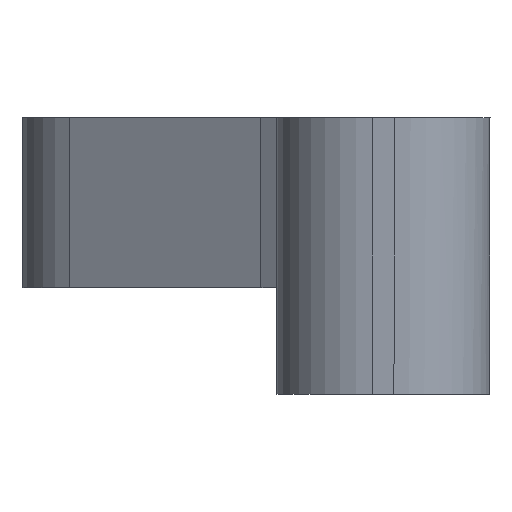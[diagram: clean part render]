
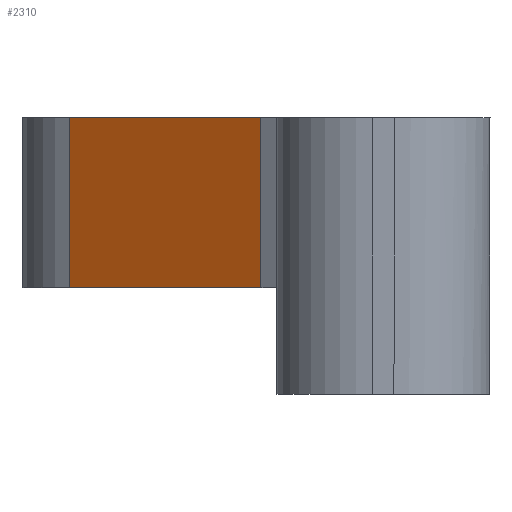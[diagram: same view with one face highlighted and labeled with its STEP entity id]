
A CAD part, left-side view. The second image highlights one B-rep face of the part: STEP entity #2310.
In plain terms, the highlighted planar face has unit normal (-0.832, 0.554, 0).
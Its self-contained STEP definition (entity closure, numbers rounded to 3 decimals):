
#766 = PLANE('',#767);
#767 = AXIS2_PLACEMENT_3D('',#768,#769,#770);
#768 = CARTESIAN_POINT('',(-21.722,6.982,45.));
#769 = DIRECTION('',(0.,0.,1.));
#770 = DIRECTION('',(0.,1.,0.));
#1405 = VERTEX_POINT('',#1406);
#1406 = CARTESIAN_POINT('',(14.839,20.772,45.));
#1421 = CYLINDRICAL_SURFACE('',#1422,5.);
#1422 = AXIS2_PLACEMENT_3D('',#1423,#1424,#1425);
#1423 = CARTESIAN_POINT('',(19.,18.,53.));
#1424 = DIRECTION('',(0.,0.,1.));
#1425 = DIRECTION('',(1.,0.,0.));
#1433 = EDGE_CURVE('',#1405,#1434,#1436,.T.);
#1434 = VERTEX_POINT('',#1435);
#1435 = CARTESIAN_POINT('',(8.831,11.753,45.));
#1436 = SURFACE_CURVE('',#1437,(#1441,#1448),.PCURVE_S1.);
#1437 = LINE('',#1438,#1439);
#1438 = CARTESIAN_POINT('',(14.839,20.772,45.));
#1439 = VECTOR('',#1440,1.);
#1440 = DIRECTION('',(-0.554,-0.832,
    0.));
#1441 = PCURVE('',#766,#1442);
#1442 = DEFINITIONAL_REPRESENTATION('',(#1443),#1447);
#1443 = LINE('',#1444,#1445);
#1444 = CARTESIAN_POINT('',(13.79,-36.561));
#1445 = VECTOR('',#1446,1.);
#1446 = DIRECTION('',(-0.832,0.554));
#1447 = ( GEOMETRIC_REPRESENTATION_CONTEXT(2) 
PARAMETRIC_REPRESENTATION_CONTEXT() REPRESENTATION_CONTEXT('2D SPACE',''
  ) );
#1448 = PCURVE('',#1449,#1454);
#1449 = PLANE('',#1450);
#1450 = AXIS2_PLACEMENT_3D('',#1451,#1452,#1453);
#1451 = CARTESIAN_POINT('',(14.839,20.772,53.));
#1452 = DIRECTION('',(-0.832,0.554,0.
    ));
#1453 = DIRECTION('',(-0.554,-0.832,
    0.));
#1454 = DEFINITIONAL_REPRESENTATION('',(#1455),#1459);
#1455 = LINE('',#1456,#1457);
#1456 = CARTESIAN_POINT('',(0.,-8.));
#1457 = VECTOR('',#1458,1.);
#1458 = DIRECTION('',(1.,0.));
#1459 = ( GEOMETRIC_REPRESENTATION_CONTEXT(2) 
PARAMETRIC_REPRESENTATION_CONTEXT() REPRESENTATION_CONTEXT('2D SPACE',''
  ) );
#1478 = CYLINDRICAL_SURFACE('',#1479,8.422);
#1479 = AXIS2_PLACEMENT_3D('',#1480,#1481,#1482);
#1480 = CARTESIAN_POINT('',(1.821,16.422,53.));
#1481 = DIRECTION('',(0.,0.,1.));
#1482 = DIRECTION('',(1.,0.,0.));
#1657 = PLANE('',#1658);
#1658 = AXIS2_PLACEMENT_3D('',#1659,#1660,#1661);
#1659 = CARTESIAN_POINT('',(-21.722,6.982,53.));
#1660 = DIRECTION('',(0.,0.,1.));
#1661 = DIRECTION('',(0.,1.,0.));
#2266 = EDGE_CURVE('',#2267,#1434,#2269,.T.);
#2267 = VERTEX_POINT('',#2268);
#2268 = CARTESIAN_POINT('',(8.831,11.753,53.));
#2269 = SURFACE_CURVE('',#2270,(#2274,#2281),.PCURVE_S1.);
#2270 = LINE('',#2271,#2272);
#2271 = CARTESIAN_POINT('',(8.831,11.753,53.));
#2272 = VECTOR('',#2273,1.);
#2273 = DIRECTION('',(0.,0.,-1.));
#2274 = PCURVE('',#1478,#2275);
#2275 = DEFINITIONAL_REPRESENTATION('',(#2276),#2280);
#2276 = LINE('',#2277,#2278);
#2277 = CARTESIAN_POINT('',(5.696,0.));
#2278 = VECTOR('',#2279,1.);
#2279 = DIRECTION('',(0.,-1.));
#2280 = ( GEOMETRIC_REPRESENTATION_CONTEXT(2) 
PARAMETRIC_REPRESENTATION_CONTEXT() REPRESENTATION_CONTEXT('2D SPACE',''
  ) );
#2281 = PCURVE('',#1449,#2282);
#2282 = DEFINITIONAL_REPRESENTATION('',(#2283),#2287);
#2283 = LINE('',#2284,#2285);
#2284 = CARTESIAN_POINT('',(10.836,0.));
#2285 = VECTOR('',#2286,1.);
#2286 = DIRECTION('',(0.,-1.));
#2287 = ( GEOMETRIC_REPRESENTATION_CONTEXT(2) 
PARAMETRIC_REPRESENTATION_CONTEXT() REPRESENTATION_CONTEXT('2D SPACE',''
  ) );
#2310 = ADVANCED_FACE('',(#2311),#1449,.T.);
#2311 = FACE_BOUND('',#2312,.T.);
#2312 = EDGE_LOOP('',(#2313,#2336,#2337,#2338));
#2313 = ORIENTED_EDGE('',*,*,#2314,.T.);
#2314 = EDGE_CURVE('',#2315,#1405,#2317,.T.);
#2315 = VERTEX_POINT('',#2316);
#2316 = CARTESIAN_POINT('',(14.839,20.772,53.));
#2317 = SURFACE_CURVE('',#2318,(#2322,#2329),.PCURVE_S1.);
#2318 = LINE('',#2319,#2320);
#2319 = CARTESIAN_POINT('',(14.839,20.772,53.));
#2320 = VECTOR('',#2321,1.);
#2321 = DIRECTION('',(0.,0.,-1.));
#2322 = PCURVE('',#1449,#2323);
#2323 = DEFINITIONAL_REPRESENTATION('',(#2324),#2328);
#2324 = LINE('',#2325,#2326);
#2325 = CARTESIAN_POINT('',(-0.,0.));
#2326 = VECTOR('',#2327,1.);
#2327 = DIRECTION('',(0.,-1.));
#2328 = ( GEOMETRIC_REPRESENTATION_CONTEXT(2) 
PARAMETRIC_REPRESENTATION_CONTEXT() REPRESENTATION_CONTEXT('2D SPACE',''
  ) );
#2329 = PCURVE('',#1421,#2330);
#2330 = DEFINITIONAL_REPRESENTATION('',(#2331),#2335);
#2331 = LINE('',#2332,#2333);
#2332 = CARTESIAN_POINT('',(2.554,0.));
#2333 = VECTOR('',#2334,1.);
#2334 = DIRECTION('',(0.,-1.));
#2335 = ( GEOMETRIC_REPRESENTATION_CONTEXT(2) 
PARAMETRIC_REPRESENTATION_CONTEXT() REPRESENTATION_CONTEXT('2D SPACE',''
  ) );
#2336 = ORIENTED_EDGE('',*,*,#1433,.T.);
#2337 = ORIENTED_EDGE('',*,*,#2266,.F.);
#2338 = ORIENTED_EDGE('',*,*,#2339,.F.);
#2339 = EDGE_CURVE('',#2315,#2267,#2340,.T.);
#2340 = SURFACE_CURVE('',#2341,(#2345,#2352),.PCURVE_S1.);
#2341 = LINE('',#2342,#2343);
#2342 = CARTESIAN_POINT('',(14.839,20.772,53.));
#2343 = VECTOR('',#2344,1.);
#2344 = DIRECTION('',(-0.554,-0.832,
    0.));
#2345 = PCURVE('',#1449,#2346);
#2346 = DEFINITIONAL_REPRESENTATION('',(#2347),#2351);
#2347 = LINE('',#2348,#2349);
#2348 = CARTESIAN_POINT('',(-0.,0.));
#2349 = VECTOR('',#2350,1.);
#2350 = DIRECTION('',(1.,0.));
#2351 = ( GEOMETRIC_REPRESENTATION_CONTEXT(2) 
PARAMETRIC_REPRESENTATION_CONTEXT() REPRESENTATION_CONTEXT('2D SPACE',''
  ) );
#2352 = PCURVE('',#1657,#2353);
#2353 = DEFINITIONAL_REPRESENTATION('',(#2354),#2358);
#2354 = LINE('',#2355,#2356);
#2355 = CARTESIAN_POINT('',(13.79,-36.561));
#2356 = VECTOR('',#2357,1.);
#2357 = DIRECTION('',(-0.832,0.554));
#2358 = ( GEOMETRIC_REPRESENTATION_CONTEXT(2) 
PARAMETRIC_REPRESENTATION_CONTEXT() REPRESENTATION_CONTEXT('2D SPACE',''
  ) );
